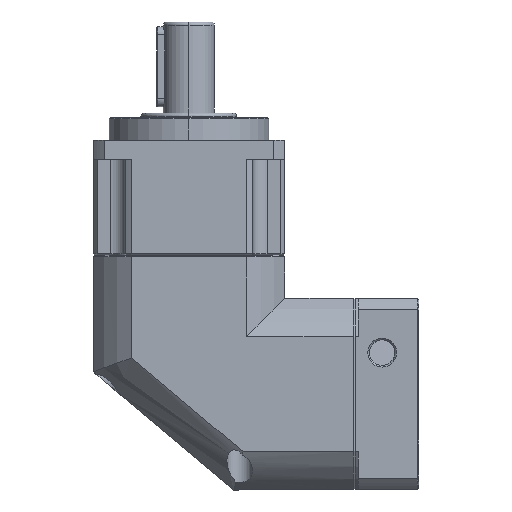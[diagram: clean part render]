
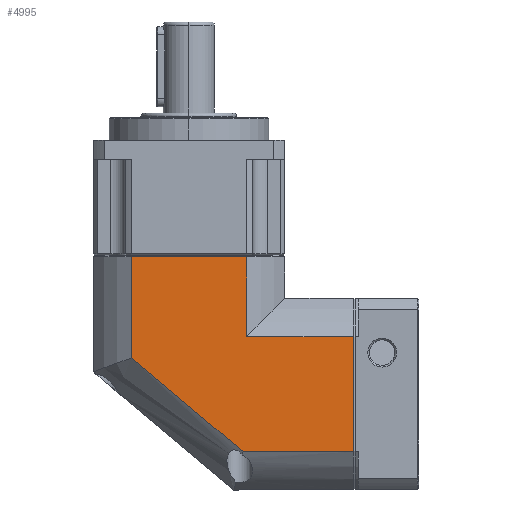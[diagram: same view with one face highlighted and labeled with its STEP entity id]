
A CAD part, left-side view. The second image highlights one B-rep face of the part: STEP entity #4995.
In plain terms, the highlighted face is planar.
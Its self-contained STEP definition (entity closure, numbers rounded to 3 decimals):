
#81 = VERTEX_POINT ( 'NONE', #13069 ) ;
#224 = LINE ( 'NONE', #10811, #12658 ) ;
#558 = VERTEX_POINT ( 'NONE', #3448 ) ;
#774 = ORIENTED_EDGE ( 'NONE', *, *, #8699, .F. ) ;
#1122 = DIRECTION ( 'NONE',  ( -1., 0., 0. ) ) ;
#2098 = LINE ( 'NONE', #10871, #6390 ) ;
#2577 = LINE ( 'NONE', #9388, #9130 ) ;
#3072 = ORIENTED_EDGE ( 'NONE', *, *, #3169, .F. ) ;
#3169 = EDGE_CURVE ( 'NONE', #4432, #558, #14891, .T. ) ;
#3271 = DIRECTION ( 'NONE',  ( 1., 0., 0. ) ) ;
#3448 = CARTESIAN_POINT ( 'NONE',  ( 24.778, -39.75, 0. ) ) ;
#4432 = VERTEX_POINT ( 'NONE', #9536 ) ;
#4578 = CARTESIAN_POINT ( 'NONE',  ( -4.287, -39.75, 0. ) ) ;
#4995 = ADVANCED_FACE ( 'NONE', ( #9086 ), #12205, .F. ) ;
#5660 = LINE ( 'NONE', #17122, #18054 ) ;
#5781 = DIRECTION ( 'NONE',  ( 0., -1., 0. ) ) ;
#6390 = VECTOR ( 'NONE', #20583, 1000. ) ;
#6564 = VERTEX_POINT ( 'NONE', #12724 ) ;
#8439 = ORIENTED_EDGE ( 'NONE', *, *, #14334, .F. ) ;
#8699 = EDGE_CURVE ( 'NONE', #12514, #4432, #5660, .T. ) ;
#9086 = FACE_OUTER_BOUND ( 'NONE', #18868, .T. ) ;
#9130 = VECTOR ( 'NONE', #11040, 1000. ) ;
#9205 = ORIENTED_EDGE ( 'NONE', *, *, #16725, .F. ) ;
#9388 = CARTESIAN_POINT ( 'NONE',  ( -4.287, -6.278, 0. ) ) ;
#9536 = CARTESIAN_POINT ( 'NONE',  ( -11.278, -39.75, 0. ) ) ;
#9562 = CARTESIAN_POINT ( 'NONE',  ( -36.25, -6.278, 0. ) ) ;
#9998 = DIRECTION ( 'NONE',  ( 1., 0., 0. ) ) ;
#10125 = ORIENTED_EDGE ( 'NONE', *, *, #19889, .F. ) ;
#10140 = DIRECTION ( 'NONE',  ( 0., 0., 1. ) ) ;
#10213 = CARTESIAN_POINT ( 'NONE',  ( -4.287, -4.405, 0. ) ) ;
#10811 = CARTESIAN_POINT ( 'NONE',  ( -4.287, 29.778, 0. ) ) ;
#10871 = CARTESIAN_POINT ( 'NONE',  ( -36.25, -4.405, 0. ) ) ;
#11040 = DIRECTION ( 'NONE',  ( 1., 0., 0. ) ) ;
#11530 = VECTOR ( 'NONE', #13785, 1000. ) ;
#11937 = CARTESIAN_POINT ( 'NONE',  ( -11.278, -6.278, 0. ) ) ;
#12060 = LINE ( 'NONE', #15423, #11530 ) ;
#12205 = PLANE ( 'NONE',  #19381 ) ;
#12514 = VERTEX_POINT ( 'NONE', #11937 ) ;
#12658 = VECTOR ( 'NONE', #1122, 1000. ) ;
#12724 = CARTESIAN_POINT ( 'NONE',  ( -36.25, 29.778, 0. ) ) ;
#13069 = CARTESIAN_POINT ( 'NONE',  ( -4.608, 29.778, 0. ) ) ;
#13257 = VERTEX_POINT ( 'NONE', #9562 ) ;
#13317 = DIRECTION ( 'NONE',  ( 0., 1., 0. ) ) ;
#13785 = DIRECTION ( 'NONE',  ( -0.643, 0.766, 0. ) ) ;
#14334 = EDGE_CURVE ( 'NONE', #13257, #12514, #2577, .T. ) ;
#14674 = EDGE_CURVE ( 'NONE', #81, #6564, #224, .T. ) ;
#14891 = LINE ( 'NONE', #4578, #19179 ) ;
#15282 = ORIENTED_EDGE ( 'NONE', *, *, #16016, .F. ) ;
#15423 = CARTESIAN_POINT ( 'NONE',  ( 24.778, -5.242, 0. ) ) ;
#16016 = EDGE_CURVE ( 'NONE', #19411, #81, #12060, .T. ) ;
#16725 = EDGE_CURVE ( 'NONE', #6564, #13257, #2098, .T. ) ;
#16831 = CARTESIAN_POINT ( 'NONE',  ( 24.778, -5.242, 0. ) ) ;
#17122 = CARTESIAN_POINT ( 'NONE',  ( -11.278, -4.405, 0. ) ) ;
#18054 = VECTOR ( 'NONE', #5781, 1000. ) ;
#18868 = EDGE_LOOP ( 'NONE', ( #774, #8439, #9205, #19852, #15282, #10125, #3072 ) ) ;
#19179 = VECTOR ( 'NONE', #3271, 1000. ) ;
#19381 = AXIS2_PLACEMENT_3D ( 'NONE', #10213, #10140, #9998 ) ;
#19411 = VERTEX_POINT ( 'NONE', #16831 ) ;
#19852 = ORIENTED_EDGE ( 'NONE', *, *, #14674, .F. ) ;
#19889 = EDGE_CURVE ( 'NONE', #558, #19411, #20977, .T. ) ;
#19953 = CARTESIAN_POINT ( 'NONE',  ( 24.778, -4.405, 0. ) ) ;
#20517 = VECTOR ( 'NONE', #13317, 1000. ) ;
#20583 = DIRECTION ( 'NONE',  ( 0., -1., 0. ) ) ;
#20977 = LINE ( 'NONE', #19953, #20517 ) ;
